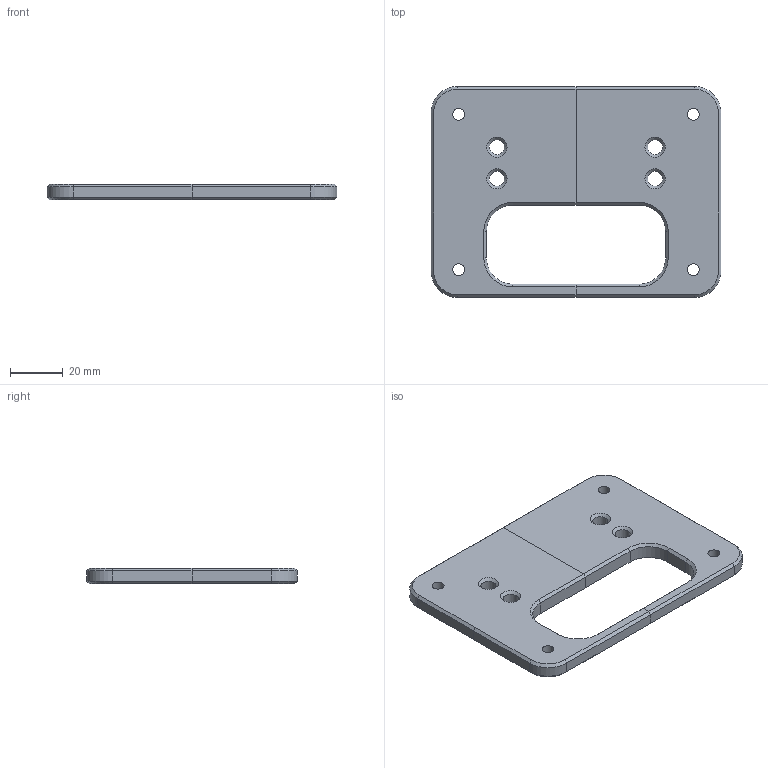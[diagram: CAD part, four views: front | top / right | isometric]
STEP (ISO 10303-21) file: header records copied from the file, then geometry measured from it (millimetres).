
FILE_DESCRIPTION(('FreeCAD Model'),'2;1');
FILE_NAME('Open CASCADE Shape Model','2023-09-21T09:54:14',('Author'),( ''),'Open CASCADE STEP processor 7.6','FreeCAD','Unknown');
FILE_SCHEMA(('AUTOMOTIVE_DESIGN { 1 0 10303 214 1 1 1 1 }'));
Length unit declared in the file: millimetre
Products named in the file (3): Part; Body; Clone (Mirror #1)
Assembly tree (2 placements, depth 2):
  Part
    Body
    Clone (Mirror #1)
Bounding box: 110 x 80 x 6 mm (x, y, z)
Volume: 39074.7 mm3; surface area: 17233.8 mm2
Topology: 2 solids, 2 shells, 76 faces, 184 edges, 112 vertices
Faces by surface type: plane 44, cylinder 16, cone 16
Full cylindrical faces by diameter (mm): 4.5 x4, 5.7 x4
Entity records: 2278 total; most frequent: DIRECTION 390, CARTESIAN_POINT 375, ORIENTED_EDGE 368, EDGE_CURVE 184, LINE 136, VECTOR 136, AXIS2_PLACEMENT_3D 127, VERTEX_POINT 112
